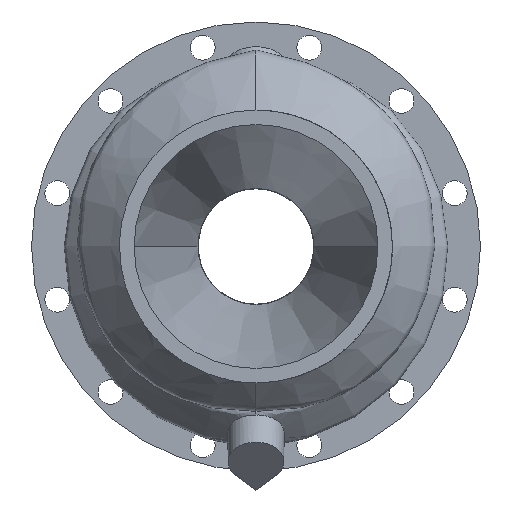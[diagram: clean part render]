
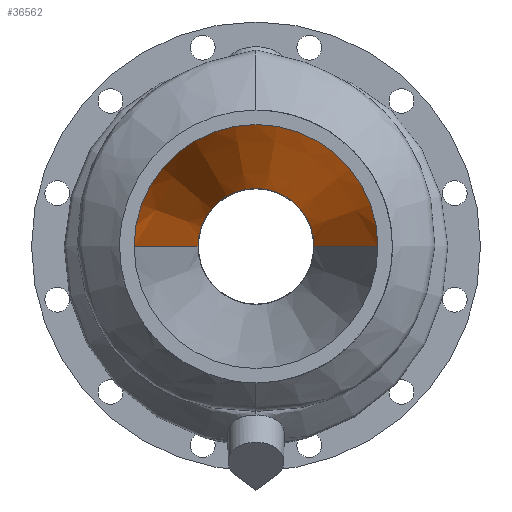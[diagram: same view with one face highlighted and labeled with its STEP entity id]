
A CAD part, left-side view. The second image highlights one B-rep face of the part: STEP entity #36562.
In plain terms, the highlighted conical face has half-angle 15 degrees and reference radius 41.402 mm.
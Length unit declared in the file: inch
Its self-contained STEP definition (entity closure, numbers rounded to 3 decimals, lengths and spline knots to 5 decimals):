
#580 = CONICAL_SURFACE ( 'NONE', #9549, 1.63, 0.262 ) ;
#663 = EDGE_CURVE ( 'NONE', #14955, #17545, #11832, .T. ) ;
#2026 = VECTOR ( 'NONE', #29699, 39.37008 ) ;
#3238 = ORIENTED_EDGE ( 'NONE', *, *, #15554, .T. ) ;
#6566 = EDGE_CURVE ( 'NONE', #8985, #14955, #35862, .T. ) ;
#6842 = DIRECTION ( 'NONE',  ( 0., 0., 1. ) ) ;
#8392 = EDGE_LOOP ( 'NONE', ( #17150, #26557, #3238, #23288 ) ) ;
#8820 = CARTESIAN_POINT ( 'NONE',  ( 1.63, 0., 12.62389 ) ) ;
#8985 = VERTEX_POINT ( 'NONE', #35287 ) ;
#9549 = AXIS2_PLACEMENT_3D ( 'NONE', #12659, #37134, #10226 ) ;
#10226 = DIRECTION ( 'NONE',  ( 1., 0., 0. ) ) ;
#11832 = LINE ( 'NONE', #8820, #2026 ) ;
#12659 = CARTESIAN_POINT ( 'NONE',  ( 0., 0., 12.62389 ) ) ;
#12990 = EDGE_CURVE ( 'NONE', #8985, #27418, #13579, .T. ) ;
#13579 = LINE ( 'NONE', #16596, #18739 ) ;
#13677 = CARTESIAN_POINT ( 'NONE',  ( 0., 0., 9.4334 ) ) ;
#14767 = AXIS2_PLACEMENT_3D ( 'NONE', #18497, #6842, #19293 ) ;
#14955 = VERTEX_POINT ( 'NONE', #26539 ) ;
#15554 = EDGE_CURVE ( 'NONE', #27418, #17545, #16060, .T. ) ;
#16060 = CIRCLE ( 'NONE', #14767, 1.63 ) ;
#16596 = CARTESIAN_POINT ( 'NONE',  ( -1.63, 0., 12.62389 ) ) ;
#17150 = ORIENTED_EDGE ( 'NONE', *, *, #6566, .F. ) ;
#17545 = VERTEX_POINT ( 'NONE', #37623 ) ;
#18497 = CARTESIAN_POINT ( 'NONE',  ( 0., 0., 12.62389 ) ) ;
#18739 = VECTOR ( 'NONE', #19615, 39.37008 ) ;
#19139 = AXIS2_PLACEMENT_3D ( 'NONE', #13677, #35338, #29317 ) ;
#19293 = DIRECTION ( 'NONE',  ( 1., 0., 0. ) ) ;
#19615 = DIRECTION ( 'NONE',  ( -0.259, 0., 0.966 ) ) ;
#23288 = ORIENTED_EDGE ( 'NONE', *, *, #663, .F. ) ;
#26265 = CARTESIAN_POINT ( 'NONE',  ( -1.63, 0., 12.62389 ) ) ;
#26539 = CARTESIAN_POINT ( 'NONE',  ( 0.77511, 0., 9.4334 ) ) ;
#26557 = ORIENTED_EDGE ( 'NONE', *, *, #12990, .T. ) ;
#27418 = VERTEX_POINT ( 'NONE', #26265 ) ;
#29317 = DIRECTION ( 'NONE',  ( 1., 0., 0. ) ) ;
#29699 = DIRECTION ( 'NONE',  ( 0.259, 0., 0.966 ) ) ;
#34511 = FACE_OUTER_BOUND ( 'NONE', #8392, .T. ) ;
#35287 = CARTESIAN_POINT ( 'NONE',  ( -0.77511, 0., 9.4334 ) ) ;
#35338 = DIRECTION ( 'NONE',  ( 0., 0., 1. ) ) ;
#35862 = CIRCLE ( 'NONE', #19139, 0.77511 ) ;
#36562 = ADVANCED_FACE ( 'NONE', ( #34511 ), #580, .F. ) ;
#37134 = DIRECTION ( 'NONE',  ( 0., 0., 1. ) ) ;
#37623 = CARTESIAN_POINT ( 'NONE',  ( 1.63, 0., 12.62389 ) ) ;
